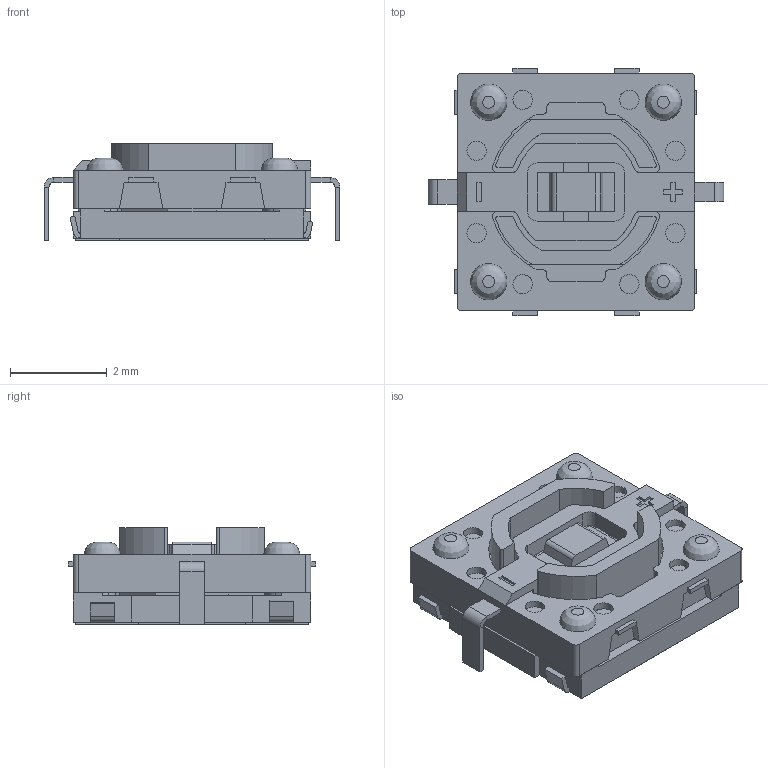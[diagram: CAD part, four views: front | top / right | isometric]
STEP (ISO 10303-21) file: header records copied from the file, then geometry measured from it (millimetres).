
FILE_DESCRIPTION((''),'2;1');
FILE_NAME('TL3215AF160xQ.stp','2017-12-11T08:22:56',('mroman'),(''),'Autodesk Inventor 2012','Autodesk Inventor 2012','');
FILE_SCHEMA(('CONFIG_CONTROL_DESIGN'));
Length unit declared in the file: millimetre
Products named in the file (1): TL3215AF160xQ
Bounding box: 6.1 x 5.1 x 2 mm (x, y, z)
Volume: 30.6 mm3; surface area: 352.1 mm2
Topology: 8 solids, 8 shells, 971 faces, 2624 edges, 1662 vertices
Faces by surface type: plane 649, cylinder 263, bspline 36, cone 23
Full cylindrical faces by diameter (mm): 0.4 x16, 0.6 x6, 0.65 x4, 0.7 x8, 1 x1, 1.2 x1, 2 x1
Entity records: 31342 total; most frequent: CARTESIAN_POINT 6984, ORIENTED_EDGE 5108, DIRECTION 4920, EDGE_CURVE 2554, VECTOR 1876, LINE 1876, VERTEX_POINT 1644, AXIS2_PLACEMENT_3D 1522
